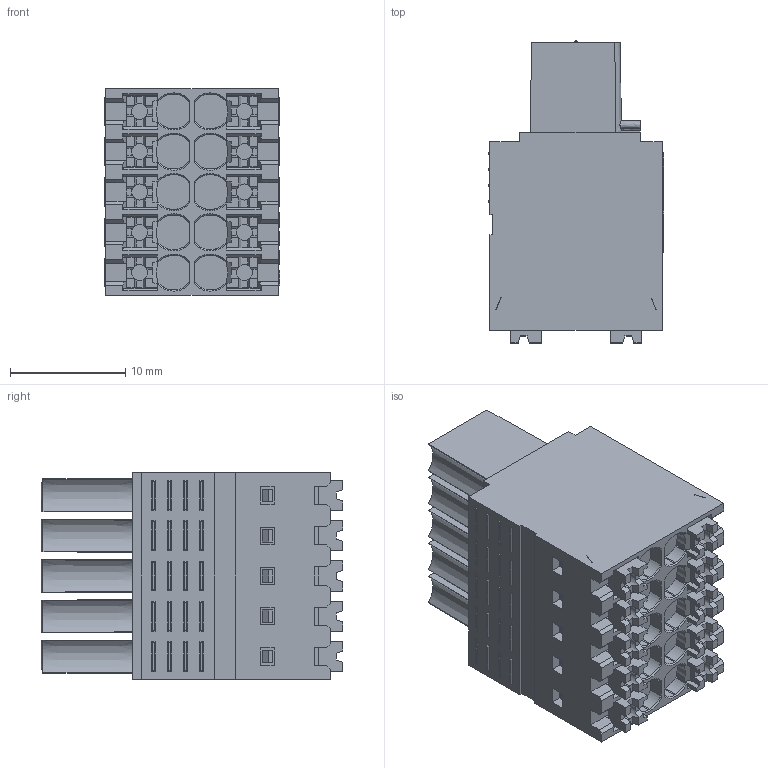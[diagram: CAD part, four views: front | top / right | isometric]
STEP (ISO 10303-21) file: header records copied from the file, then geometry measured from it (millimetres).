
FILE_DESCRIPTION( ('This file contains a STEP AP42 implementation' ,'as created by ZW3D STEP Interface translator.') ,'2;1' );
FILE_NAME( 'WJ15EDGKNHB-3.5-2x05P-14-00A.stp' ,'24 118. 845 9', (''), ('ZWCAD Software Co.'), 'Version 1.0', 'ZW3D to STEP translator', '' );
FILE_SCHEMA(('AUTOMOTIVE_DESIGN { 1 0 10303 214 1 1 1 1 }'));
Length unit declared in the file: millimetre
Products named in the file (2): 0; WJ15EDGKNHB-3.5-2x10P-14-00A
Bounding box: 15.22 x 26.22 x 17.9 mm (x, y, z)
Volume: 5097 mm3; surface area: 4183.2 mm2
Topology: 1 solids, 1 shells, 2269 faces, 6324 edges, 4153 vertices
Faces by surface type: plane 1861, bspline 240, cylinder 114, cone 54
Entity records: 77414 total; most frequent: CARTESIAN_POINT 18072, ORIENTED_EDGE 12648, DIRECTION 10517, EDGE_CURVE 6324, VECTOR 5259, LINE 5259, VERTEX_POINT 4153, AXIS2_PLACEMENT_3D 2629
